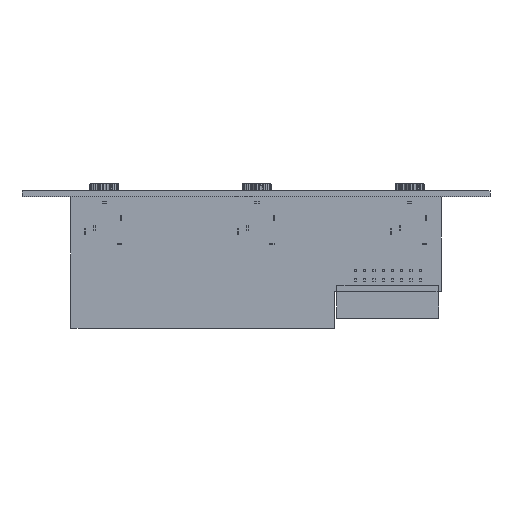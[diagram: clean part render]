
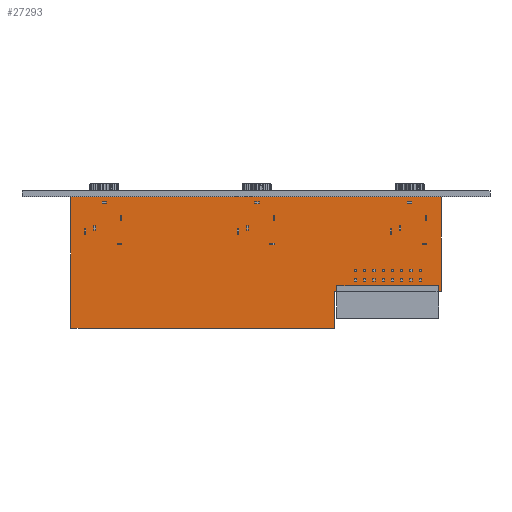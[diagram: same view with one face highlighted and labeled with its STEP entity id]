
A CAD part, left-side view. The second image highlights one B-rep face of the part: STEP entity #27293.
In plain terms, the highlighted face is planar.
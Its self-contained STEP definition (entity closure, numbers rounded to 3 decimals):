
#1113 = EDGE_CURVE ( 'NONE', #30688, #26150, #15028, .T. ) ;
#3462 = ORIENTED_EDGE ( 'NONE', *, *, #5480, .T. ) ;
#5204 = LINE ( 'NONE', #17595, #9214 ) ;
#5480 = EDGE_CURVE ( 'NONE', #7168, #16389, #31947, .T. ) ;
#6080 = CARTESIAN_POINT ( 'NONE',  ( 7.937, 0.8, -50.8 ) ) ;
#6325 = LINE ( 'NONE', #10813, #10912 ) ;
#6600 = CARTESIAN_POINT ( 'NONE',  ( 18.098, 0.8, 50.8 ) ) ;
#7168 = VERTEX_POINT ( 'NONE', #6600 ) ;
#7192 = CARTESIAN_POINT ( 'NONE',  ( 18.098, 0.8, -50.8 ) ) ;
#7339 = CARTESIAN_POINT ( 'NONE',  ( 7.937, 0.8, -21.59 ) ) ;
#7347 = DIRECTION ( 'NONE',  ( -1., 0., 0. ) ) ;
#8288 = PLANE ( 'NONE',  #22196 ) ;
#9214 = VECTOR ( 'NONE', #7347, 1000. ) ;
#10367 = VERTEX_POINT ( 'NONE', #24702 ) ;
#10813 = CARTESIAN_POINT ( 'NONE',  ( -18.098, 0.8, -50.8 ) ) ;
#10912 = VECTOR ( 'NONE', #28704, 1000. ) ;
#12730 = CARTESIAN_POINT ( 'NONE',  ( -18.098, 0.8, -50.8 ) ) ;
#12942 = ORIENTED_EDGE ( 'NONE', *, *, #1113, .T. ) ;
#12971 = CARTESIAN_POINT ( 'NONE',  ( 18.098, 0.8, -21.59 ) ) ;
#13032 = LINE ( 'NONE', #18263, #31980 ) ;
#15028 = LINE ( 'NONE', #31523, #32648 ) ;
#15277 = EDGE_CURVE ( 'NONE', #10367, #7168, #13032, .T. ) ;
#16173 = CARTESIAN_POINT ( 'NONE',  ( 18.098, 0.8, -21.59 ) ) ;
#16389 = VERTEX_POINT ( 'NONE', #16173 ) ;
#17595 = CARTESIAN_POINT ( 'NONE',  ( -18.098, 0.8, -50.8 ) ) ;
#18044 = LINE ( 'NONE', #12971, #24837 ) ;
#18263 = CARTESIAN_POINT ( 'NONE',  ( -18.098, 0.8, 50.8 ) ) ;
#18538 = CARTESIAN_POINT ( 'NONE',  ( 0., 0.8, 0. ) ) ;
#20150 = ORIENTED_EDGE ( 'NONE', *, *, #27088, .T. ) ;
#20460 = DIRECTION ( 'NONE',  ( 0., 0., -1. ) ) ;
#20894 = DIRECTION ( 'NONE',  ( 0., 0., 1. ) ) ;
#21591 = ORIENTED_EDGE ( 'NONE', *, *, #26961, .T. ) ;
#21903 = EDGE_LOOP ( 'NONE', ( #12942, #25070, #21591, #28278, #3462, #20150 ) ) ;
#22196 = AXIS2_PLACEMENT_3D ( 'NONE', #18538, #28668, #20894 ) ;
#24702 = CARTESIAN_POINT ( 'NONE',  ( -18.098, 0.8, 50.8 ) ) ;
#24837 = VECTOR ( 'NONE', #28337, 1000. ) ;
#25070 = ORIENTED_EDGE ( 'NONE', *, *, #29926, .T. ) ;
#26150 = VERTEX_POINT ( 'NONE', #6080 ) ;
#26528 = VERTEX_POINT ( 'NONE', #12730 ) ;
#26687 = DIRECTION ( 'NONE',  ( 0., 0., -1. ) ) ;
#26961 = EDGE_CURVE ( 'NONE', #26528, #10367, #6325, .T. ) ;
#27088 = EDGE_CURVE ( 'NONE', #16389, #30688, #18044, .T. ) ;
#27121 = FACE_OUTER_BOUND ( 'NONE', #21903, .T. ) ;
#27293 = ADVANCED_FACE ( 'NONE', ( #27121 ), #8288, .T. ) ;
#28278 = ORIENTED_EDGE ( 'NONE', *, *, #15277, .T. ) ;
#28337 = DIRECTION ( 'NONE',  ( -1., 0., 0. ) ) ;
#28396 = DIRECTION ( 'NONE',  ( 1., 0., 0. ) ) ;
#28636 = VECTOR ( 'NONE', #20460, 1000. ) ;
#28668 = DIRECTION ( 'NONE',  ( 0., 1., 0. ) ) ;
#28704 = DIRECTION ( 'NONE',  ( 0., 0., 1. ) ) ;
#29926 = EDGE_CURVE ( 'NONE', #26150, #26528, #5204, .T. ) ;
#30688 = VERTEX_POINT ( 'NONE', #7339 ) ;
#31523 = CARTESIAN_POINT ( 'NONE',  ( 7.937, 0.8, -50.8 ) ) ;
#31947 = LINE ( 'NONE', #7192, #28636 ) ;
#31980 = VECTOR ( 'NONE', #28396, 1000. ) ;
#32648 = VECTOR ( 'NONE', #26687, 1000. ) ;
